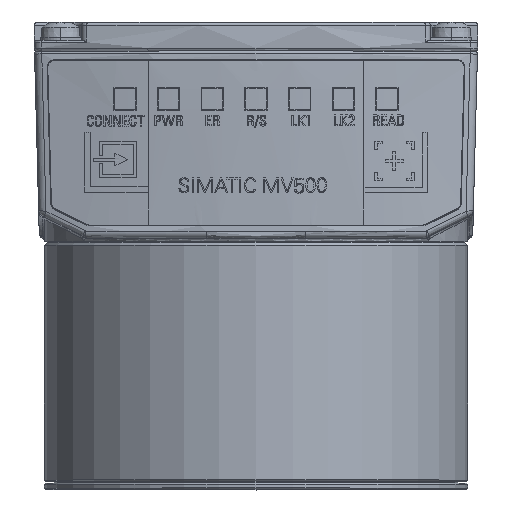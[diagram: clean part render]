
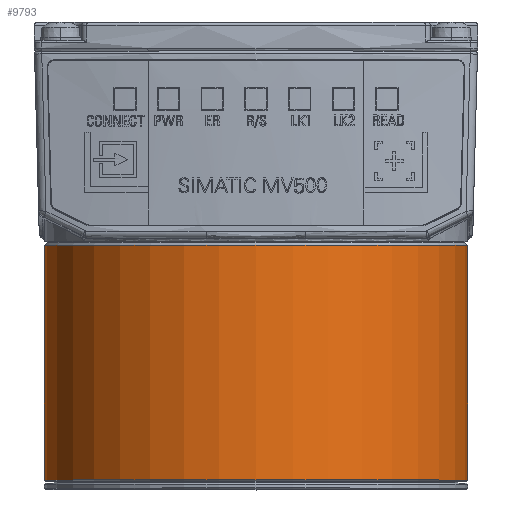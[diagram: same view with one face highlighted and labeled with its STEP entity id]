
A CAD part, top view. The second image highlights one B-rep face of the part: STEP entity #9793.
In plain terms, the highlighted cylindrical face has radius 32.5 mm (diameter 65 mm), a partial arc.
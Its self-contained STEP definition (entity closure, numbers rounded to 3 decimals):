
#9299=CYLINDRICAL_SURFACE('',#27231,32.5);
#9793=ADVANCED_FACE('NONE',(#10862),#9299,.T.);
#10862=FACE_OUTER_BOUND('',#11821,.T.);
#11821=EDGE_LOOP('',(#14304,#14305,#14306,#14307));
#12940=CIRCLE('',#27220,32.5);
#12947=CIRCLE('',#27229,32.5);
#14304=ORIENTED_EDGE('',*,*,#21748,.F.);
#14305=ORIENTED_EDGE('',*,*,#21738,.T.);
#14306=ORIENTED_EDGE('',*,*,#21749,.T.);
#14307=ORIENTED_EDGE('',*,*,#21747,.T.);
#19396=VERTEX_POINT('',#37561);
#19397=VERTEX_POINT('',#37563);
#19404=VERTEX_POINT('',#37580);
#19405=VERTEX_POINT('',#37582);
#21738=EDGE_CURVE('NONE',#19396,#19397,#12940,.T.);
#21747=EDGE_CURVE('NONE',#19404,#19405,#12947,.T.);
#21748=EDGE_CURVE('NONE',#19396,#19405,#24691,.T.);
#21749=EDGE_CURVE('NONE',#19397,#19404,#24692,.T.);
#24691=LINE('',#37585,#25899);
#24692=LINE('',#37586,#25900);
#25899=VECTOR('',#29508,1.);
#25900=VECTOR('',#29509,1.);
#27220=AXIS2_PLACEMENT_3D('',#37564,#29484,#29485);
#27229=AXIS2_PLACEMENT_3D('',#37583,#29504,#29505);
#27231=AXIS2_PLACEMENT_3D('',#37587,#29510,#29511);
#29484=DIRECTION('',(0.,1.,0.));
#29485=DIRECTION('',(-1.,0.,0.));
#29504=DIRECTION('',(0.,-1.,0.));
#29505=DIRECTION('',(1.,0.,0.));
#29508=DIRECTION('',(0.,1.,0.));
#29509=DIRECTION('',(0.,1.,0.));
#29510=DIRECTION('',(0.,1.,0.));
#29511=DIRECTION('',(-1.,0.,0.));
#37561=CARTESIAN_POINT('',(32.5,-38.264,0.));
#37563=CARTESIAN_POINT('',(-32.5,-38.264,0.));
#37564=CARTESIAN_POINT('',(0.,-38.264,0.));
#37580=CARTESIAN_POINT('',(-32.5,-2.264,0.));
#37582=CARTESIAN_POINT('',(32.5,-2.264,0.));
#37583=CARTESIAN_POINT('',(0.,-2.264,0.));
#37585=CARTESIAN_POINT('',(32.5,-1.764,0.));
#37586=CARTESIAN_POINT('',(-32.5,-1.764,0.));
#37587=CARTESIAN_POINT('',(0.,-1.764,0.));
